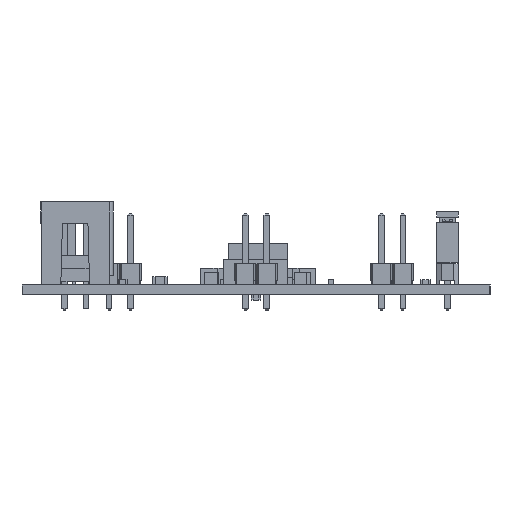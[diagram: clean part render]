
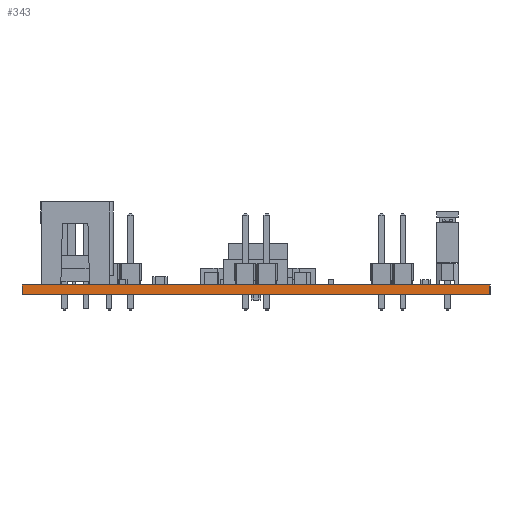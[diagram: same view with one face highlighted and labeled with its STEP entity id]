
A CAD part, left-side view. The second image highlights one B-rep face of the part: STEP entity #343.
In plain terms, the highlighted planar face has unit normal (-1, 0, 0).
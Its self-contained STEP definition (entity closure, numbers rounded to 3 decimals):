
#245 = EDGE_CURVE('',#246,#248,#250,.T.);
#246 = VERTEX_POINT('',#247);
#247 = CARTESIAN_POINT('',(0.,0.,0.));
#248 = VERTEX_POINT('',#249);
#249 = CARTESIAN_POINT('',(0.,0.,1.194));
#250 = LINE('',#251,#252);
#251 = CARTESIAN_POINT('',(0.,0.,0.));
#252 = VECTOR('',#253,1.);
#253 = DIRECTION('',(0.,0.,1.));
#318 = VERTEX_POINT('',#319);
#319 = CARTESIAN_POINT('',(0.,55.88,1.194));
#325 = EDGE_CURVE('',#326,#318,#328,.T.);
#326 = VERTEX_POINT('',#327);
#327 = CARTESIAN_POINT('',(0.,55.88,0.));
#328 = LINE('',#329,#330);
#329 = CARTESIAN_POINT('',(0.,55.88,0.));
#330 = VECTOR('',#331,1.);
#331 = DIRECTION('',(0.,0.,1.));
#343 = ADVANCED_FACE('',(#344),#360,.F.);
#344 = FACE_BOUND('',#345,.F.);
#345 = EDGE_LOOP('',(#346,#347,#353,#354));
#346 = ORIENTED_EDGE('',*,*,#325,.T.);
#347 = ORIENTED_EDGE('',*,*,#348,.T.);
#348 = EDGE_CURVE('',#318,#248,#349,.T.);
#349 = LINE('',#350,#351);
#350 = CARTESIAN_POINT('',(0.,55.88,1.194));
#351 = VECTOR('',#352,1.);
#352 = DIRECTION('',(0.,-1.,0.));
#353 = ORIENTED_EDGE('',*,*,#245,.F.);
#354 = ORIENTED_EDGE('',*,*,#355,.F.);
#355 = EDGE_CURVE('',#326,#246,#356,.T.);
#356 = LINE('',#357,#358);
#357 = CARTESIAN_POINT('',(0.,55.88,0.));
#358 = VECTOR('',#359,1.);
#359 = DIRECTION('',(0.,-1.,0.));
#360 = PLANE('',#361);
#361 = AXIS2_PLACEMENT_3D('',#362,#363,#364);
#362 = CARTESIAN_POINT('',(0.,55.88,0.));
#363 = DIRECTION('',(1.,0.,-0.));
#364 = DIRECTION('',(0.,-1.,0.));
